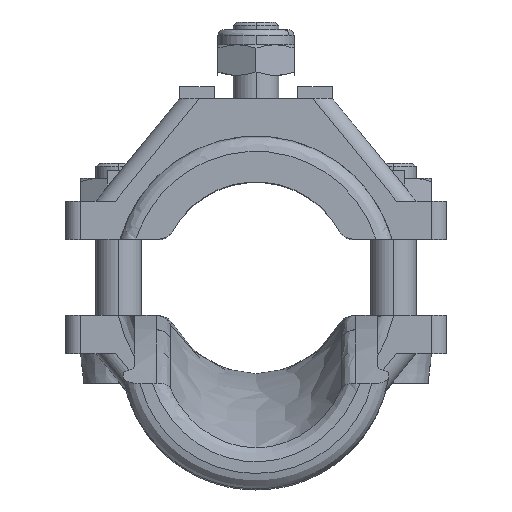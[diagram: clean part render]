
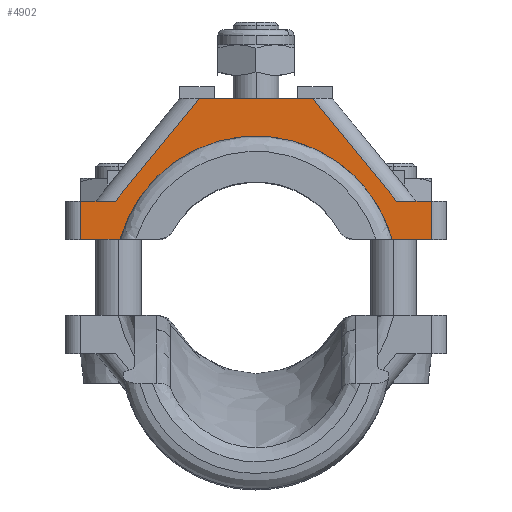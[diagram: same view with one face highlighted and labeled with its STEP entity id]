
A CAD part, top view. The second image highlights one B-rep face of the part: STEP entity #4902.
In plain terms, the highlighted planar face has unit normal (0, 0, -1).
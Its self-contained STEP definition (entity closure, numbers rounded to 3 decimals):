
#383 = DIRECTION ( 'NONE',  ( 0., 0., -1. ) ) ;
#524 = CARTESIAN_POINT ( 'NONE',  ( -17.812, 0., 14. ) ) ;
#533 = CARTESIAN_POINT ( 'NONE',  ( 23., 5., 14. ) ) ;
#858 = ORIENTED_EDGE ( 'NONE', *, *, #1589, .T. ) ;
#859 = ORIENTED_EDGE ( 'NONE', *, *, #4781, .F. ) ;
#1081 = CARTESIAN_POINT ( 'NONE',  ( -18.42, 5., 14. ) ) ;
#1196 = VERTEX_POINT ( 'NONE', #6019 ) ;
#1244 = CARTESIAN_POINT ( 'NONE',  ( -17.812, 0., 14. ) ) ;
#1274 = DIRECTION ( 'NONE',  ( 1., 0., 0. ) ) ;
#1589 = EDGE_CURVE ( 'NONE', #4370, #11779, #11815, .T. ) ;
#1660 = ORIENTED_EDGE ( 'NONE', *, *, #8932, .T. ) ;
#2252 = FACE_OUTER_BOUND ( 'NONE', #6676, .T. ) ;
#2644 = CARTESIAN_POINT ( 'NONE',  ( -23., 0., 14. ) ) ;
#2703 = AXIS2_PLACEMENT_3D ( 'NONE', #12084, #383, #7380 ) ;
#2856 = VERTEX_POINT ( 'NONE', #12468 ) ;
#2954 = DIRECTION ( 'NONE',  ( 0., 1., 0. ) ) ;
#2977 = LINE ( 'NONE', #8928, #3312 ) ;
#3288 = CARTESIAN_POINT ( 'NONE',  ( -7.42, 18.5, 14. ) ) ;
#3312 = VECTOR ( 'NONE', #8791, 1000. ) ;
#3509 = CARTESIAN_POINT ( 'NONE',  ( -25., 0., 14. ) ) ;
#3527 = VECTOR ( 'NONE', #10921, 1000. ) ;
#3598 = DIRECTION ( 'NONE',  ( 1., 0., 0. ) ) ;
#3787 = VERTEX_POINT ( 'NONE', #11393 ) ;
#3802 = VECTOR ( 'NONE', #5868, 1000. ) ;
#4137 = LINE ( 'NONE', #10927, #4729 ) ;
#4219 = CARTESIAN_POINT ( 'NONE',  ( 17.812, 0., 14. ) ) ;
#4370 = VERTEX_POINT ( 'NONE', #12370 ) ;
#4415 = DIRECTION ( 'NONE',  ( 0., -1., 0. ) ) ;
#4607 = EDGE_CURVE ( 'NONE', #12735, #2856, #8521, .T. ) ;
#4709 = VERTEX_POINT ( 'NONE', #12541 ) ;
#4729 = VECTOR ( 'NONE', #8093, 1000. ) ;
#4781 = EDGE_CURVE ( 'NONE', #7782, #12735, #11395, .T. ) ;
#4902 = ADVANCED_FACE ( 'NONE', ( #2252 ), #5248, .T. ) ;
#4914 = VECTOR ( 'NONE', #1274, 1000. ) ;
#5234 = LINE ( 'NONE', #6318, #4914 ) ;
#5248 = PLANE ( 'NONE',  #2703 ) ;
#5303 = ORIENTED_EDGE ( 'NONE', *, *, #4607, .F. ) ;
#5329 = VECTOR ( 'NONE', #2954, 1000. ) ;
#5868 = DIRECTION ( 'NONE',  ( 0.632, 0.775, 0. ) ) ;
#5966 = VERTEX_POINT ( 'NONE', #7125 ) ;
#6019 = CARTESIAN_POINT ( 'NONE',  ( -23., 5., 14. ) ) ;
#6220 = ORIENTED_EDGE ( 'NONE', *, *, #6436, .T. ) ;
#6227 = LINE ( 'NONE', #6904, #5329 ) ;
#6318 = CARTESIAN_POINT ( 'NONE',  ( -10., 5., 14. ) ) ;
#6414 = EDGE_CURVE ( 'NONE', #1196, #4370, #5234, .T. ) ;
#6436 = EDGE_CURVE ( 'NONE', #7782, #1196, #6227, .T. ) ;
#6676 = EDGE_LOOP ( 'NONE', ( #5303, #859, #6220, #8760, #858, #9472, #11078, #12271, #1660, #10240 ) ) ;
#6904 = CARTESIAN_POINT ( 'NONE',  ( -23., 5., 14. ) ) ;
#7049 = VECTOR ( 'NONE', #3598, 1000. ) ;
#7125 = CARTESIAN_POINT ( 'NONE',  ( 18.42, 5., 14. ) ) ;
#7380 = DIRECTION ( 'NONE',  ( -1., 0., 0. ) ) ;
#7470 = DIRECTION ( 'NONE',  ( 1., 0., 0. ) ) ;
#7782 = VERTEX_POINT ( 'NONE', #2644 ) ;
#7861 = EDGE_CURVE ( 'NONE', #2856, #4709, #4137, .T. ) ;
#8093 = DIRECTION ( 'NONE',  ( 1., 0., 0. ) ) ;
#8302 = CARTESIAN_POINT ( 'NONE',  ( 11.562, 22.263, 14. ) ) ;
#8521 =( BOUNDED_CURVE ( )  B_SPLINE_CURVE ( 3, ( #1244, #11264, #8302, #4219 ),
 .UNSPECIFIED., .F., .T. ) 
 B_SPLINE_CURVE_WITH_KNOTS ( ( 4, 4 ),
 ( 0., 1. ),
 .UNSPECIFIED. ) 
 CURVE ( )  GEOMETRIC_REPRESENTATION_ITEM ( )  RATIONAL_B_SPLINE_CURVE ( ( 1., 0.514, 0.514, 1. ) ) 
 REPRESENTATION_ITEM ( '' )  );
#8760 = ORIENTED_EDGE ( 'NONE', *, *, #6414, .T. ) ;
#8791 = DIRECTION ( 'NONE',  ( 1., 0., 0. ) ) ;
#8928 = CARTESIAN_POINT ( 'NONE',  ( -10., 18.5, 14. ) ) ;
#8932 = EDGE_CURVE ( 'NONE', #3787, #4709, #9394, .T. ) ;
#9394 = LINE ( 'NONE', #533, #12364 ) ;
#9472 = ORIENTED_EDGE ( 'NONE', *, *, #11695, .T. ) ;
#9892 = LINE ( 'NONE', #11764, #3527 ) ;
#9929 = VERTEX_POINT ( 'NONE', #12321 ) ;
#10240 = ORIENTED_EDGE ( 'NONE', *, *, #7861, .F. ) ;
#10555 = VECTOR ( 'NONE', #7470, 1000. ) ;
#10921 = DIRECTION ( 'NONE',  ( 0.632, -0.775, 0. ) ) ;
#10927 = CARTESIAN_POINT ( 'NONE',  ( -25., 0., 14. ) ) ;
#11078 = ORIENTED_EDGE ( 'NONE', *, *, #11643, .T. ) ;
#11264 = CARTESIAN_POINT ( 'NONE',  ( -11.562, 22.263, 14. ) ) ;
#11393 = CARTESIAN_POINT ( 'NONE',  ( 23., 5., 14. ) ) ;
#11395 = LINE ( 'NONE', #3509, #10555 ) ;
#11419 = CARTESIAN_POINT ( 'NONE',  ( -10., 5., 14. ) ) ;
#11480 = LINE ( 'NONE', #11419, #7049 ) ;
#11643 = EDGE_CURVE ( 'NONE', #9929, #5966, #9892, .T. ) ;
#11695 = EDGE_CURVE ( 'NONE', #11779, #9929, #2977, .T. ) ;
#11764 = CARTESIAN_POINT ( 'NONE',  ( 7.42, 18.5, 14. ) ) ;
#11779 = VERTEX_POINT ( 'NONE', #3288 ) ;
#11815 = LINE ( 'NONE', #1081, #3802 ) ;
#12084 = CARTESIAN_POINT ( 'NONE',  ( -10., 5., 14. ) ) ;
#12156 = EDGE_CURVE ( 'NONE', #5966, #3787, #11480, .T. ) ;
#12271 = ORIENTED_EDGE ( 'NONE', *, *, #12156, .T. ) ;
#12321 = CARTESIAN_POINT ( 'NONE',  ( 7.42, 18.5, 14. ) ) ;
#12364 = VECTOR ( 'NONE', #4415, 1000. ) ;
#12370 = CARTESIAN_POINT ( 'NONE',  ( -18.42, 5., 14. ) ) ;
#12468 = CARTESIAN_POINT ( 'NONE',  ( 17.812, 0., 14. ) ) ;
#12541 = CARTESIAN_POINT ( 'NONE',  ( 23., 0., 14. ) ) ;
#12735 = VERTEX_POINT ( 'NONE', #524 ) ;
